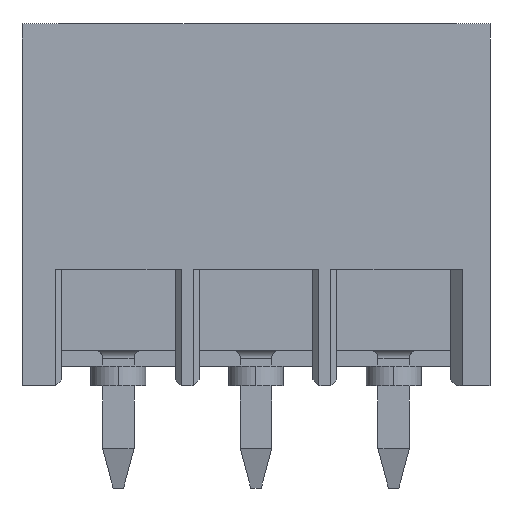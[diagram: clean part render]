
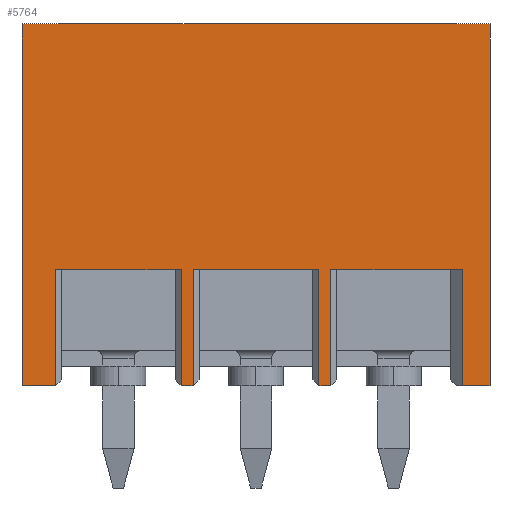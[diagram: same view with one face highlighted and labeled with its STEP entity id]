
A CAD part, front view. The second image highlights one B-rep face of the part: STEP entity #5764.
In plain terms, the highlighted planar face has unit normal (0, -1, 0).
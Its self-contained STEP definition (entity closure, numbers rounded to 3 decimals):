
#144 = VERTEX_POINT('',#145);
#145 = CARTESIAN_POINT('',(-5.098,-2.999,
    -0.038));
#153 = EDGE_CURVE('',#144,#154,#156,.T.);
#154 = VERTEX_POINT('',#155);
#155 = CARTESIAN_POINT('',(-5.95,-2.999,
    -0.038));
#156 = LINE('',#157,#158);
#157 = CARTESIAN_POINT('',(-3.5,-2.999,
    -0.038));
#158 = VECTOR('',#159,1.);
#159 = DIRECTION('',(-1.,0.,0.));
#445 = EDGE_CURVE('',#154,#446,#448,.T.);
#446 = VERTEX_POINT('',#447);
#447 = CARTESIAN_POINT('',(-5.95,-2.999,
    9.162));
#448 = LINE('',#449,#450);
#449 = CARTESIAN_POINT('',(-5.95,-2.999,
    -0.038));
#450 = VECTOR('',#451,1.);
#451 = DIRECTION('',(0.,0.,1.));
#943 = EDGE_CURVE('',#944,#144,#946,.T.);
#944 = VERTEX_POINT('',#945);
#945 = CARTESIAN_POINT('',(-5.098,-2.999,
    2.912));
#946 = LINE('',#947,#948);
#947 = CARTESIAN_POINT('',(-5.098,-2.999,
    -0.038));
#948 = VECTOR('',#949,1.);
#949 = DIRECTION('',(0.,0.,-1.));
#3123 = VERTEX_POINT('',#3124);
#3124 = CARTESIAN_POINT('',(-1.598,-2.999,
    -0.038));
#3212 = VERTEX_POINT('',#3213);
#3213 = CARTESIAN_POINT('',(-1.903,-2.999,
    -0.038));
#3219 = EDGE_CURVE('',#3212,#3220,#3222,.T.);
#3220 = VERTEX_POINT('',#3221);
#3221 = CARTESIAN_POINT('',(-1.903,-2.999,
    2.912));
#3222 = LINE('',#3223,#3224);
#3223 = CARTESIAN_POINT('',(-1.903,-2.999,
    -0.038));
#3224 = VECTOR('',#3225,1.);
#3225 = DIRECTION('',(0.,0.,1.));
#3442 = EDGE_CURVE('',#3220,#944,#3443,.T.);
#3443 = LINE('',#3444,#3445);
#3444 = CARTESIAN_POINT('',(-3.5,-2.999,
    2.912));
#3445 = VECTOR('',#3446,1.);
#3446 = DIRECTION('',(-1.,0.,0.));
#3483 = EDGE_CURVE('',#3123,#3212,#3484,.T.);
#3484 = LINE('',#3485,#3486);
#3485 = CARTESIAN_POINT('',(-4.108,-2.999,
    -0.038));
#3486 = VECTOR('',#3487,1.);
#3487 = DIRECTION('',(-1.,0.,0.));
#3614 = EDGE_CURVE('',#3123,#3615,#3617,.T.);
#3615 = VERTEX_POINT('',#3616);
#3616 = CARTESIAN_POINT('',(-1.598,-2.999,
    2.912));
#3617 = LINE('',#3618,#3619);
#3618 = CARTESIAN_POINT('',(-1.598,-2.999,
    -0.038));
#3619 = VECTOR('',#3620,1.);
#3620 = DIRECTION('',(0.,0.,1.));
#4192 = EDGE_CURVE('',#4193,#4195,#4197,.T.);
#4193 = VERTEX_POINT('',#4194);
#4194 = CARTESIAN_POINT('',(1.902,-2.999,
    2.912));
#4195 = VERTEX_POINT('',#4196);
#4196 = CARTESIAN_POINT('',(5.247,-2.999,
    2.912));
#4197 = LINE('',#4198,#4199);
#4198 = CARTESIAN_POINT('',(0.,-2.999,
    2.912));
#4199 = VECTOR('',#4200,1.);
#4200 = DIRECTION('',(1.,0.,0.));
#4738 = VERTEX_POINT('',#4739);
#4739 = CARTESIAN_POINT('',(5.95,-2.999,
    9.162));
#4745 = EDGE_CURVE('',#4738,#4746,#4748,.T.);
#4746 = VERTEX_POINT('',#4747);
#4747 = CARTESIAN_POINT('',(5.95,-2.999,
    -0.038));
#4748 = LINE('',#4749,#4750);
#4749 = CARTESIAN_POINT('',(5.95,-2.999,
    -0.038));
#4750 = VECTOR('',#4751,1.);
#4751 = DIRECTION('',(0.,0.,-1.));
#5764 = ADVANCED_FACE('',(#5765),#5826,.T.);
#5765 = FACE_BOUND('',#5766,.T.);
#5766 = EDGE_LOOP('',(#5767,#5775,#5783,#5791,#5797,#5798,#5806,#5812,
    #5813,#5819,#5820,#5821,#5822,#5823,#5824,#5825));
#5767 = ORIENTED_EDGE('',*,*,#5768,.F.);
#5768 = EDGE_CURVE('',#5769,#3615,#5771,.T.);
#5769 = VERTEX_POINT('',#5770);
#5770 = CARTESIAN_POINT('',(1.597,-2.999,
    2.912));
#5771 = LINE('',#5772,#5773);
#5772 = CARTESIAN_POINT('',(-3.5,-2.999,
    2.912));
#5773 = VECTOR('',#5774,1.);
#5774 = DIRECTION('',(-1.,0.,0.));
#5775 = ORIENTED_EDGE('',*,*,#5776,.F.);
#5776 = EDGE_CURVE('',#5777,#5769,#5779,.T.);
#5777 = VERTEX_POINT('',#5778);
#5778 = CARTESIAN_POINT('',(1.597,-2.999,
    -0.038));
#5779 = LINE('',#5780,#5781);
#5780 = CARTESIAN_POINT('',(1.597,-2.999,
    -0.038));
#5781 = VECTOR('',#5782,1.);
#5782 = DIRECTION('',(0.,0.,1.));
#5783 = ORIENTED_EDGE('',*,*,#5784,.F.);
#5784 = EDGE_CURVE('',#5785,#5777,#5787,.T.);
#5785 = VERTEX_POINT('',#5786);
#5786 = CARTESIAN_POINT('',(1.902,-2.999,
    -0.038));
#5787 = LINE('',#5788,#5789);
#5788 = CARTESIAN_POINT('',(-0.608,-2.999,
    -0.038));
#5789 = VECTOR('',#5790,1.);
#5790 = DIRECTION('',(-1.,0.,0.));
#5791 = ORIENTED_EDGE('',*,*,#5792,.T.);
#5792 = EDGE_CURVE('',#5785,#4193,#5793,.T.);
#5793 = LINE('',#5794,#5795);
#5794 = CARTESIAN_POINT('',(1.902,-2.999,
    -0.038));
#5795 = VECTOR('',#5796,1.);
#5796 = DIRECTION('',(0.,0.,1.));
#5797 = ORIENTED_EDGE('',*,*,#4192,.T.);
#5798 = ORIENTED_EDGE('',*,*,#5799,.T.);
#5799 = EDGE_CURVE('',#4195,#5800,#5802,.T.);
#5800 = VERTEX_POINT('',#5801);
#5801 = CARTESIAN_POINT('',(5.247,-2.999,
    -0.038));
#5802 = LINE('',#5803,#5804);
#5803 = CARTESIAN_POINT('',(5.247,-2.999,
    -0.038));
#5804 = VECTOR('',#5805,1.);
#5805 = DIRECTION('',(0.,0.,-1.));
#5806 = ORIENTED_EDGE('',*,*,#5807,.F.);
#5807 = EDGE_CURVE('',#4746,#5800,#5808,.T.);
#5808 = LINE('',#5809,#5810);
#5809 = CARTESIAN_POINT('',(0.,-2.999,
    -0.038));
#5810 = VECTOR('',#5811,1.);
#5811 = DIRECTION('',(-1.,0.,0.));
#5812 = ORIENTED_EDGE('',*,*,#4745,.F.);
#5813 = ORIENTED_EDGE('',*,*,#5814,.F.);
#5814 = EDGE_CURVE('',#446,#4738,#5815,.T.);
#5815 = LINE('',#5816,#5817);
#5816 = CARTESIAN_POINT('',(0.,-2.999,
    9.162));
#5817 = VECTOR('',#5818,1.);
#5818 = DIRECTION('',(1.,0.,0.));
#5819 = ORIENTED_EDGE('',*,*,#445,.F.);
#5820 = ORIENTED_EDGE('',*,*,#153,.F.);
#5821 = ORIENTED_EDGE('',*,*,#943,.F.);
#5822 = ORIENTED_EDGE('',*,*,#3442,.F.);
#5823 = ORIENTED_EDGE('',*,*,#3219,.F.);
#5824 = ORIENTED_EDGE('',*,*,#3483,.F.);
#5825 = ORIENTED_EDGE('',*,*,#3614,.T.);
#5826 = PLANE('',#5827);
#5827 = AXIS2_PLACEMENT_3D('',#5828,#5829,#5830);
#5828 = CARTESIAN_POINT('',(2.055,-2.999,
    -0.038));
#5829 = DIRECTION('',(0.,-1.,0.));
#5830 = DIRECTION('',(0.,0.,1.));
